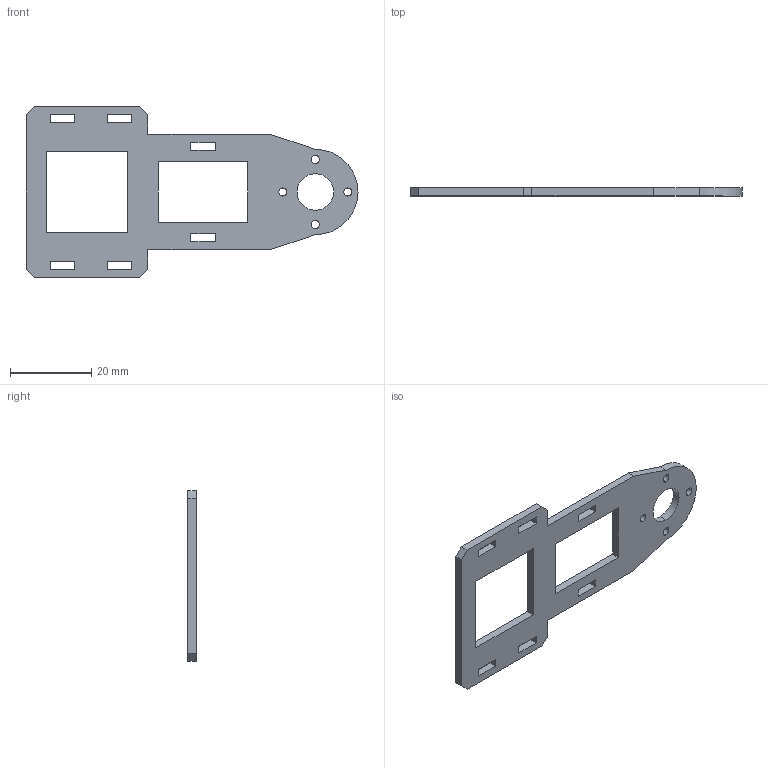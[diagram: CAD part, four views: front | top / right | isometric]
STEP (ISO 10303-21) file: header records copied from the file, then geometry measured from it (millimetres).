
FILE_DESCRIPTION (( 'STEP AP214' ), '1' );
FILE_NAME ('manipulator_link3_30.STEP', '2018-10-10T08:02:19', ( '' ), ( '' ), 'SwSTEP 2.0', 'SolidWorks 2018', '' );
FILE_SCHEMA (( 'AUTOMOTIVE_DESIGN' ));
Length unit declared in the file: millimetre
Products named in the file (1): manipulator_link3_30
Bounding box: 81.75 x 2 x 42 mm (x, y, z)
Volume: 3360.9 mm3; surface area: 4422.7 mm2
Topology: 1 solids, 1 shells, 58 faces, 168 edges, 112 vertices
Faces by surface type: plane 47, cylinder 11
Entity records: 1980 total; most frequent: CARTESIAN_POINT 339, ORIENTED_EDGE 336, DIRECTION 308, EDGE_CURVE 168, VECTOR 146, LINE 146, VERTEX_POINT 112, EDGE_LOOP 84
